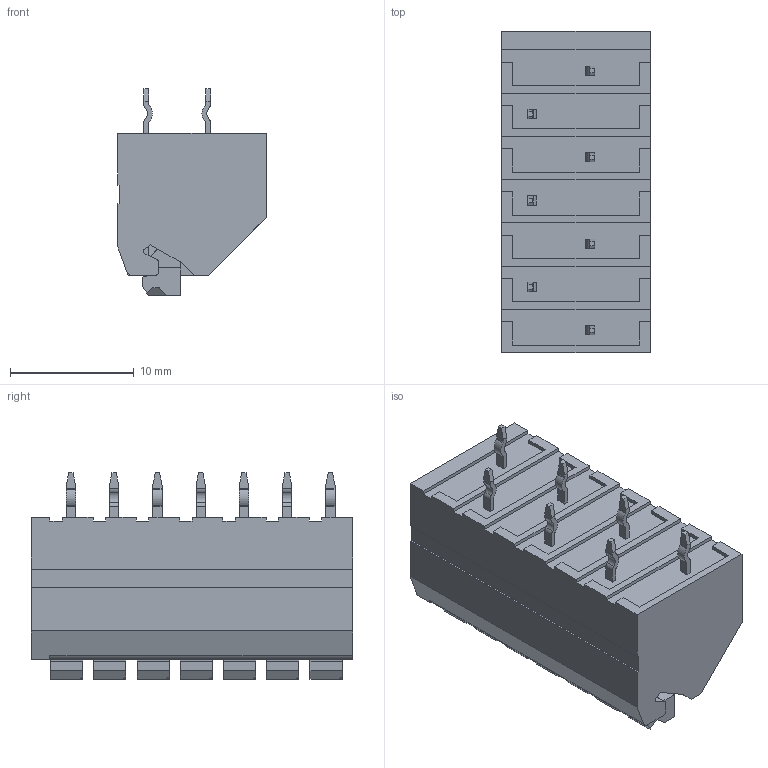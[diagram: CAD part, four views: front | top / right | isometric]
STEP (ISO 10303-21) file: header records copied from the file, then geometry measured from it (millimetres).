
FILE_DESCRIPTION((''),'2;1');
FILE_NAME('7P_ASM','2020-05-20T',('Administrator'),(''),'PRO/ENGINEER BY PARAMETRIC TECHNOLOGY CORPORATION, 2010020','PRO/ENGINEER BY PARAMETRIC TECHNOLOGY CORPORATION, 2010020','');
FILE_SCHEMA(('AUTOMOTIVE_DESIGN_CC2 { 1 2 10303 214 -1 1 5 2 }'));
Length unit declared in the file: millimetre
Products named in the file (1): 7P_ASM
Bounding box: 12 x 26 x 16.7 mm (x, y, z)
Volume: 2997.3 mm3; surface area: 2191 mm2
Topology: 1 solids, 1 shells, 483 faces, 1395 edges, 928 vertices
Faces by surface type: plane 384, cylinder 92, extrusion 7
Entity records: 16150 total; most frequent: CARTESIAN_POINT 3354, ORIENTED_EDGE 2790, DIRECTION 2461, EDGE_CURVE 1395, VECTOR 1155, LINE 1148, VERTEX_POINT 928, AXIS2_PLACEMENT_3D 653
